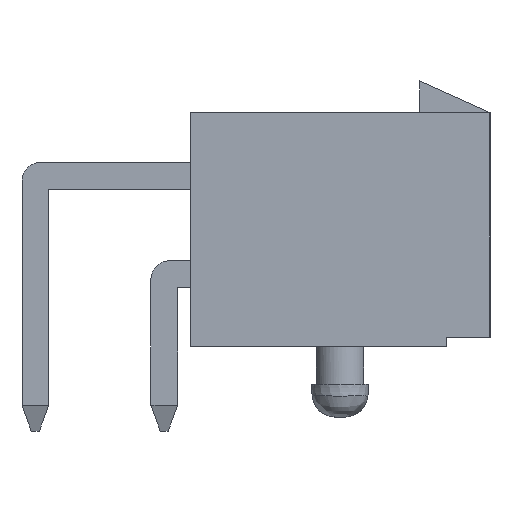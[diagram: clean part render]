
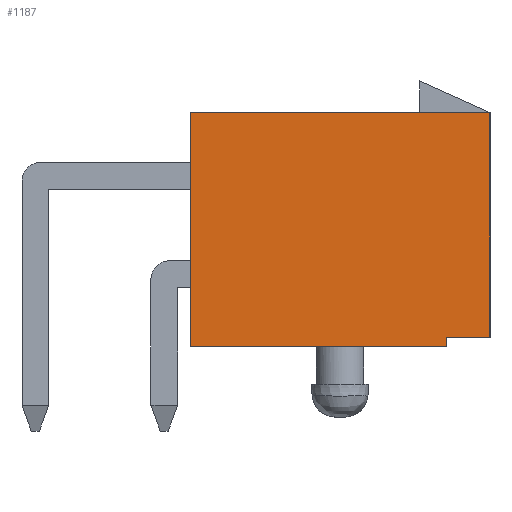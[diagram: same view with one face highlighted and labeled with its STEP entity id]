
A CAD part, left-side view. The second image highlights one B-rep face of the part: STEP entity #1187.
In plain terms, the highlighted planar face has unit normal (-1, 0, 0).
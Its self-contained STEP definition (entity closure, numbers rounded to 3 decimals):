
#1187 = ADVANCED_FACE( '', ( #2450 ), #2451, .T. );
#2450 = FACE_OUTER_BOUND( '', #4553, .T. );
#2451 = PLANE( '', #4554 );
#4553 = EDGE_LOOP( '', ( #9025, #9026, #9027, #9028, #9029, #9030 ) );
#4554 = AXIS2_PLACEMENT_3D( '', #9031, #9032, #9033 );
#9025 = ORIENTED_EDGE( '', *, *, #11948, .T. );
#9026 = ORIENTED_EDGE( '', *, *, #11936, .T. );
#9027 = ORIENTED_EDGE( '', *, *, #11949, .T. );
#9028 = ORIENTED_EDGE( '', *, *, #10975, .T. );
#9029 = ORIENTED_EDGE( '', *, *, #11658, .T. );
#9030 = ORIENTED_EDGE( '', *, *, #11846, .T. );
#9031 = CARTESIAN_POINT( '', ( -23.7, 0., 0. ) );
#9032 = DIRECTION( '', ( -1., 0., 0. ) );
#9033 = DIRECTION( '', ( 0., 0., 1. ) );
#10975 = EDGE_CURVE( '', #12700, #12701, #12702, .T. );
#11658 = EDGE_CURVE( '', #12701, #13798, #13801, .T. );
#11846 = EDGE_CURVE( '', #13798, #14057, #14059, .T. );
#11936 = EDGE_CURVE( '', #14181, #14179, #14182, .T. );
#11948 = EDGE_CURVE( '', #14057, #14181, #14197, .T. );
#11949 = EDGE_CURVE( '', #14179, #12700, #14198, .T. );
#12700 = VERTEX_POINT( '', #15161 );
#12701 = VERTEX_POINT( '', #15162 );
#12702 = LINE( '', #15163, #15164 );
#13798 = VERTEX_POINT( '', #17372 );
#13801 = LINE( '', #17376, #17377 );
#14057 = VERTEX_POINT( '', #17882 );
#14059 = LINE( '', #17885, #17886 );
#14179 = VERTEX_POINT( '', #18070 );
#14181 = VERTEX_POINT( '', #18073 );
#14182 = LINE( '', #18074, #18075 );
#14197 = LINE( '', #18097, #18098 );
#14198 = LINE( '', #18099, #18100 );
#15161 = CARTESIAN_POINT( '', ( -23.7, 6.4, -5.2 ) );
#15162 = CARTESIAN_POINT( '', ( -23.7, -4.55, -5.2 ) );
#15163 = CARTESIAN_POINT( '', ( -23.7, 6.4, -5.2 ) );
#15164 = VECTOR( '', #19103, 1000. );
#17372 = CARTESIAN_POINT( '', ( -23.7, -4.55, -4.8 ) );
#17376 = CARTESIAN_POINT( '', ( -23.7, -4.55, -5.2 ) );
#17377 = VECTOR( '', #19630, 1000. );
#17882 = CARTESIAN_POINT( '', ( -23.7, -6.4, -4.8 ) );
#17885 = CARTESIAN_POINT( '', ( -23.7, 6.4, -4.8 ) );
#17886 = VECTOR( '', #19771, 1000. );
#18070 = CARTESIAN_POINT( '', ( -23.7, 6.4, 4.8 ) );
#18073 = CARTESIAN_POINT( '', ( -23.7, -6.4, 4.8 ) );
#18074 = CARTESIAN_POINT( '', ( -23.7, -6.4, 4.8 ) );
#18075 = VECTOR( '', #19840, 1000. );
#18097 = CARTESIAN_POINT( '', ( -23.7, -6.4, -4.8 ) );
#18098 = VECTOR( '', #19848, 1000. );
#18099 = CARTESIAN_POINT( '', ( -23.7, 6.4, 4.8 ) );
#18100 = VECTOR( '', #19849, 1000. );
#19103 = DIRECTION( '', ( 0., -1., 0. ) );
#19630 = DIRECTION( '', ( 0., 0., 1. ) );
#19771 = DIRECTION( '', ( 0., -1., 0. ) );
#19840 = DIRECTION( '', ( 0., 1., 0. ) );
#19848 = DIRECTION( '', ( 0., 0., 1. ) );
#19849 = DIRECTION( '', ( 0., 0., -1. ) );
